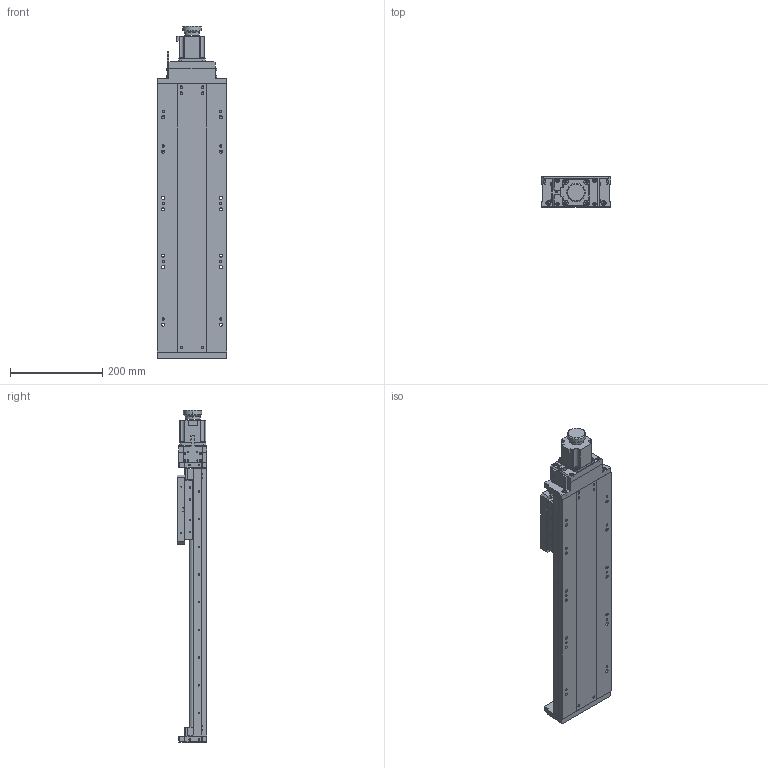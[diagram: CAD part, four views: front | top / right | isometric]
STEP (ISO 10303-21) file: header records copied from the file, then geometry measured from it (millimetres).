
FILE_DESCRIPTION (( 'STEP AP203' ), '1' );
FILE_NAME ('PA400.step', '2019-05-06T08:20:47', ( '' ), ( '' ), 'SwSTEP 2.0', 'SolidWorks 2017', '' );
FILE_SCHEMA (( 'CONFIG_CONTROL_DESIGN' ));
Length unit declared in the file: millimetre
Products named in the file (1): PA400
Bounding box: 150 x 65 x 719.5 mm (x, y, z)
Surface area: 495183.5 mm2 (no closed solid volume)
Topology: 0 solids, 113 shells, 1213 faces, 4863 edges, 3663 vertices
Faces by surface type: plane 631, cylinder 444, torus 82, cone 40, sphere 16
Entity records: 52479 total; most frequent: CARTESIAN_POINT 11842, DIRECTION 8636, ORIENTED_EDGE 7191, EDGE_CURVE 4829, VERTEX_POINT 3663, VECTOR 2882, LINE 2882, AXIS2_PLACEMENT_3D 2877
